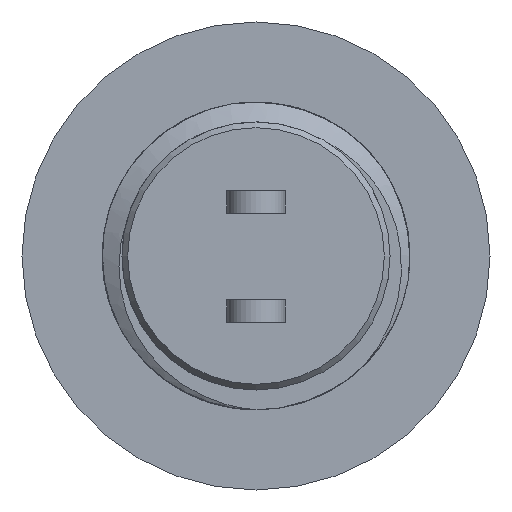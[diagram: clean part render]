
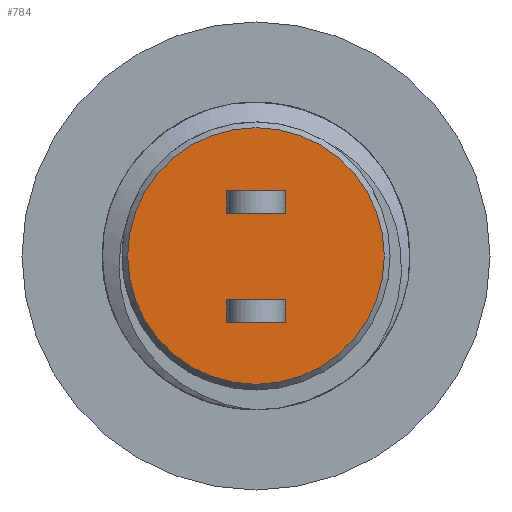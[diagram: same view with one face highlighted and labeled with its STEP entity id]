
A CAD part, left-side view. The second image highlights one B-rep face of the part: STEP entity #784.
In plain terms, the highlighted planar face has unit normal (-1, 0, 0).
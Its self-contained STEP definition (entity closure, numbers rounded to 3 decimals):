
#31=PLANE('',#856);
#66=FACE_OUTER_BOUND('',#112,.T.);
#112=EDGE_LOOP('',(#610,#611));
#152=CIRCLE('',#852,3.29);
#153=CIRCLE('',#853,3.29);
#347=VERTEX_POINT('',#2264);
#348=VERTEX_POINT('',#2265);
#443=EDGE_CURVE('',#347,#348,#152,.T.);
#444=EDGE_CURVE('',#348,#347,#153,.T.);
#610=ORIENTED_EDGE('',*,*,#443,.T.);
#611=ORIENTED_EDGE('',*,*,#444,.T.);
#784=ADVANCED_FACE('',(#66),#31,.T.);
#852=AXIS2_PLACEMENT_3D('',#2266,#967,#968);
#853=AXIS2_PLACEMENT_3D('',#2267,#969,#970);
#856=AXIS2_PLACEMENT_3D('',#2273,#976,#977);
#967=DIRECTION('center_axis',(-1.,0.,0.));
#968=DIRECTION('ref_axis',(0.,0.,1.));
#969=DIRECTION('center_axis',(-1.,0.,0.));
#970=DIRECTION('ref_axis',(0.,0.,1.));
#976=DIRECTION('center_axis',(-1.,0.,0.));
#977=DIRECTION('ref_axis',(0.,0.,1.));
#2264=CARTESIAN_POINT('',(-10.394,0.,3.29));
#2265=CARTESIAN_POINT('',(-10.394,0.,-3.29));
#2266=CARTESIAN_POINT('Origin',(-10.394,0.,0.));
#2267=CARTESIAN_POINT('Origin',(-10.394,0.,0.));
#2273=CARTESIAN_POINT('Origin',(-10.394,0.,0.));
